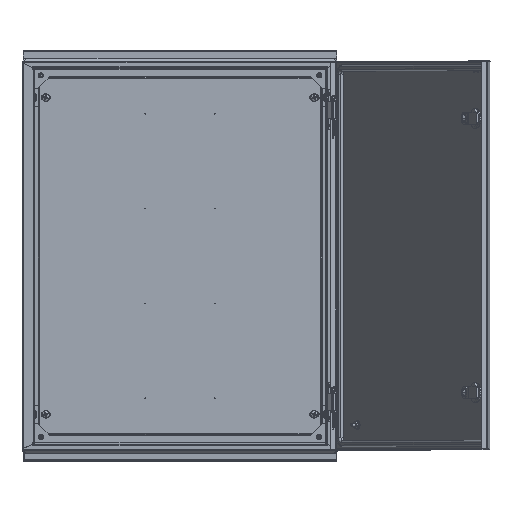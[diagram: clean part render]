
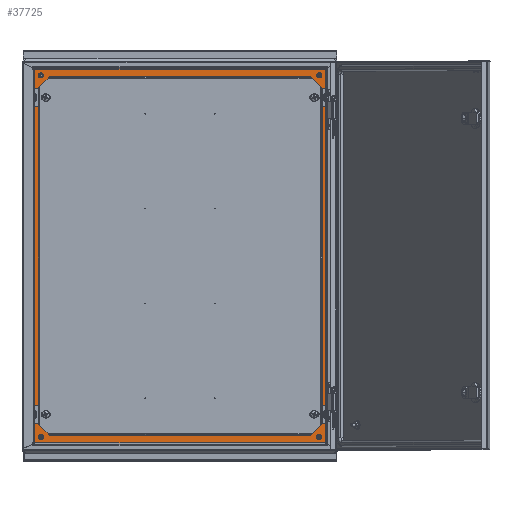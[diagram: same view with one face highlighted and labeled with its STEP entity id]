
A CAD part, top view. The second image highlights one B-rep face of the part: STEP entity #37725.
In plain terms, the highlighted planar face has unit normal (0, 0, 1).
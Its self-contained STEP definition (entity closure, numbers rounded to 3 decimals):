
#419 = FACE_BOUND ( 'NONE', #43173, .T. ) ;
#577 = CARTESIAN_POINT ( 'NONE',  ( -326.583, 68.428, 0. ) ) ;
#1669 = AXIS2_PLACEMENT_3D ( 'NONE', #5456, #29170, #8885 ) ;
#1753 = EDGE_LOOP ( 'NONE', ( #42921, #28360 ) ) ;
#2198 = VERTEX_POINT ( 'NONE', #29510 ) ;
#2588 = CARTESIAN_POINT ( 'NONE',  ( 113.417, -503.316, 0. ) ) ;
#3308 = DIRECTION ( 'NONE',  ( 0., 0., 1. ) ) ;
#3484 = CARTESIAN_POINT ( 'NONE',  ( -356.583, -523.944, 0. ) ) ;
#3998 = DIRECTION ( 'NONE',  ( 1., 0., 0. ) ) ;
#4191 = DIRECTION ( 'NONE',  ( 0., 1., 0. ) ) ;
#4341 = CARTESIAN_POINT ( 'NONE',  ( -354.383, -523.944, 0. ) ) ;
#5198 = DIRECTION ( 'NONE',  ( 1., 0., 0. ) ) ;
#5383 = VECTOR ( 'NONE', #25600, 1000. ) ;
#5456 = CARTESIAN_POINT ( 'NONE',  ( -326.583, -503.316, 0. ) ) ;
#5620 = CIRCLE ( 'NONE', #8050, 3.25 ) ;
#6000 = DIRECTION ( 'NONE',  ( 1., 0., 0. ) ) ;
#6884 = DIRECTION ( 'NONE',  ( 1., 0., 0. ) ) ;
#7780 = ORIENTED_EDGE ( 'NONE', *, *, #27686, .F. ) ;
#8050 = AXIS2_PLACEMENT_3D ( 'NONE', #577, #24338, #3998 ) ;
#8607 = CARTESIAN_POINT ( 'NONE',  ( 141.217, -523.573, 0. ) ) ;
#8885 = DIRECTION ( 'NONE',  ( -1., 0., 0. ) ) ;
#8886 = AXIS2_PLACEMENT_3D ( 'NONE', #23623, #3308, #26995 ) ;
#9458 = FACE_BOUND ( 'NONE', #14206, .T. ) ;
#9898 = VERTEX_POINT ( 'NONE', #15324 ) ;
#9955 = CARTESIAN_POINT ( 'NONE',  ( -329.833, -503.316, 0. ) ) ;
#10568 = VERTEX_POINT ( 'NONE', #29215 ) ;
#10747 = CARTESIAN_POINT ( 'NONE',  ( 113.417, 68.428, 0. ) ) ;
#11402 = CIRCLE ( 'NONE', #41360, 3.25 ) ;
#11720 = ORIENTED_EDGE ( 'NONE', *, *, #34559, .F. ) ;
#13368 = EDGE_CURVE ( 'NONE', #10568, #18501, #39847, .T. ) ;
#14108 = DIRECTION ( 'NONE',  ( -1., 0., 0. ) ) ;
#14206 = EDGE_LOOP ( 'NONE', ( #37150, #31608 ) ) ;
#15324 = CARTESIAN_POINT ( 'NONE',  ( -354.383, 88.685, 0. ) ) ;
#15462 = CARTESIAN_POINT ( 'NONE',  ( 141.217, 89.056, 0. ) ) ;
#15548 = CARTESIAN_POINT ( 'NONE',  ( 113.417, -503.316, 0. ) ) ;
#15694 = EDGE_CURVE ( 'NONE', #18501, #10568, #11402, .T. ) ;
#16041 = CIRCLE ( 'NONE', #38022, 3.25 ) ;
#16294 = EDGE_LOOP ( 'NONE', ( #23581, #24680 ) ) ;
#16502 = EDGE_CURVE ( 'NONE', #18724, #23559, #16041, .T. ) ;
#16665 = CIRCLE ( 'NONE', #33211, 3.25 ) ;
#17380 = FACE_OUTER_BOUND ( 'NONE', #39686, .T. ) ;
#17711 = VECTOR ( 'NONE', #5198, 1000. ) ;
#17843 = VERTEX_POINT ( 'NONE', #38295 ) ;
#18065 = VERTEX_POINT ( 'NONE', #19078 ) ;
#18403 = DIRECTION ( 'NONE',  ( 0., 0., 1. ) ) ;
#18501 = VERTEX_POINT ( 'NONE', #31174 ) ;
#18724 = VERTEX_POINT ( 'NONE', #42962 ) ;
#18813 = CARTESIAN_POINT ( 'NONE',  ( -326.583, 68.428, 0. ) ) ;
#18968 = DIRECTION ( 'NONE',  ( 1., 0., 0. ) ) ;
#19027 = EDGE_CURVE ( 'NONE', #22244, #39404, #39610, .T. ) ;
#19062 = ORIENTED_EDGE ( 'NONE', *, *, #27800, .F. ) ;
#19078 = CARTESIAN_POINT ( 'NONE',  ( 141.217, 88.685, 0. ) ) ;
#19099 = ORIENTED_EDGE ( 'NONE', *, *, #25580, .F. ) ;
#19531 = FACE_BOUND ( 'NONE', #1753, .T. ) ;
#19894 = VERTEX_POINT ( 'NONE', #26629 ) ;
#21633 = LINE ( 'NONE', #15462, #29530 ) ;
#22240 = DIRECTION ( 'NONE',  ( 1., 0., 0. ) ) ;
#22244 = VERTEX_POINT ( 'NONE', #9955 ) ;
#22363 = EDGE_CURVE ( 'NONE', #23559, #18724, #5620, .T. ) ;
#23318 = CARTESIAN_POINT ( 'NONE',  ( 110.167, -503.316, 0. ) ) ;
#23559 = VERTEX_POINT ( 'NONE', #26574 ) ;
#23581 = ORIENTED_EDGE ( 'NONE', *, *, #27150, .F. ) ;
#23623 = CARTESIAN_POINT ( 'NONE',  ( 113.417, 68.428, 0. ) ) ;
#23798 = PLANE ( 'NONE',  #39632 ) ;
#24222 = VERTEX_POINT ( 'NONE', #23318 ) ;
#24338 = DIRECTION ( 'NONE',  ( 0., 0., 1. ) ) ;
#24680 = ORIENTED_EDGE ( 'NONE', *, *, #19027, .F. ) ;
#25580 = EDGE_CURVE ( 'NONE', #17843, #19894, #32415, .T. ) ;
#25600 = DIRECTION ( 'NONE',  ( -1., 0., 0. ) ) ;
#26288 = DIRECTION ( 'NONE',  ( 0., 0., 1. ) ) ;
#26352 = CIRCLE ( 'NONE', #34055, 3.25 ) ;
#26402 = FACE_BOUND ( 'NONE', #16294, .T. ) ;
#26574 = CARTESIAN_POINT ( 'NONE',  ( -329.833, 68.428, 0. ) ) ;
#26629 = CARTESIAN_POINT ( 'NONE',  ( -354.383, -523.573, 0. ) ) ;
#26738 = LINE ( 'NONE', #39055, #17711 ) ;
#26995 = DIRECTION ( 'NONE',  ( -1., 0., 0. ) ) ;
#27150 = EDGE_CURVE ( 'NONE', #39404, #22244, #44012, .T. ) ;
#27179 = DIRECTION ( 'NONE',  ( 0., 0., 1. ) ) ;
#27686 = EDGE_CURVE ( 'NONE', #18065, #17843, #21633, .T. ) ;
#27800 = EDGE_CURVE ( 'NONE', #2198, #24222, #26352, .T. ) ;
#28360 = ORIENTED_EDGE ( 'NONE', *, *, #22363, .F. ) ;
#29170 = DIRECTION ( 'NONE',  ( 0., 0., 1. ) ) ;
#29215 = CARTESIAN_POINT ( 'NONE',  ( 110.167, 68.428, 0. ) ) ;
#29510 = CARTESIAN_POINT ( 'NONE',  ( 116.667, -503.316, 0. ) ) ;
#29530 = VECTOR ( 'NONE', #35793, 1000. ) ;
#29835 = AXIS2_PLACEMENT_3D ( 'NONE', #38781, #18403, #42181 ) ;
#31174 = CARTESIAN_POINT ( 'NONE',  ( 116.667, 68.428, 0. ) ) ;
#31608 = ORIENTED_EDGE ( 'NONE', *, *, #13368, .F. ) ;
#32415 = LINE ( 'NONE', #8607, #5383 ) ;
#32594 = CARTESIAN_POINT ( 'NONE',  ( -323.333, -503.316, 0. ) ) ;
#33211 = AXIS2_PLACEMENT_3D ( 'NONE', #15548, #39333, #18968 ) ;
#34055 = AXIS2_PLACEMENT_3D ( 'NONE', #2588, #26288, #6000 ) ;
#34452 = DIRECTION ( 'NONE',  ( 0., 0., 1. ) ) ;
#34559 = EDGE_CURVE ( 'NONE', #9898, #18065, #26738, .T. ) ;
#34623 = EDGE_CURVE ( 'NONE', #24222, #2198, #16665, .T. ) ;
#35063 = VECTOR ( 'NONE', #4191, 1000. ) ;
#35793 = DIRECTION ( 'NONE',  ( 0., -1., 0. ) ) ;
#36140 = LINE ( 'NONE', #4341, #35063 ) ;
#37150 = ORIENTED_EDGE ( 'NONE', *, *, #15694, .F. ) ;
#37725 = ADVANCED_FACE ( 'NONE', ( #9458, #26402, #419, #19531, #17380 ), #23798, .T. ) ;
#38022 = AXIS2_PLACEMENT_3D ( 'NONE', #18813, #42600, #22240 ) ;
#38132 = ORIENTED_EDGE ( 'NONE', *, *, #34623, .F. ) ;
#38295 = CARTESIAN_POINT ( 'NONE',  ( 141.217, -523.573, 0. ) ) ;
#38344 = ORIENTED_EDGE ( 'NONE', *, *, #39224, .F. ) ;
#38781 = CARTESIAN_POINT ( 'NONE',  ( -326.583, -503.316, 0. ) ) ;
#39055 = CARTESIAN_POINT ( 'NONE',  ( -354.383, 88.685, 0. ) ) ;
#39224 = EDGE_CURVE ( 'NONE', #19894, #9898, #36140, .T. ) ;
#39333 = DIRECTION ( 'NONE',  ( 0., 0., 1. ) ) ;
#39404 = VERTEX_POINT ( 'NONE', #32594 ) ;
#39610 = CIRCLE ( 'NONE', #29835, 3.25 ) ;
#39632 = AXIS2_PLACEMENT_3D ( 'NONE', #3484, #27179, #6884 ) ;
#39686 = EDGE_LOOP ( 'NONE', ( #7780, #11720, #38344, #19099 ) ) ;
#39847 = CIRCLE ( 'NONE', #8886, 3.25 ) ;
#41360 = AXIS2_PLACEMENT_3D ( 'NONE', #10747, #34452, #14108 ) ;
#42181 = DIRECTION ( 'NONE',  ( -1., 0., 0. ) ) ;
#42600 = DIRECTION ( 'NONE',  ( 0., 0., 1. ) ) ;
#42921 = ORIENTED_EDGE ( 'NONE', *, *, #16502, .F. ) ;
#42962 = CARTESIAN_POINT ( 'NONE',  ( -323.333, 68.428, 0. ) ) ;
#43173 = EDGE_LOOP ( 'NONE', ( #19062, #38132 ) ) ;
#44012 = CIRCLE ( 'NONE', #1669, 3.25 ) ;
